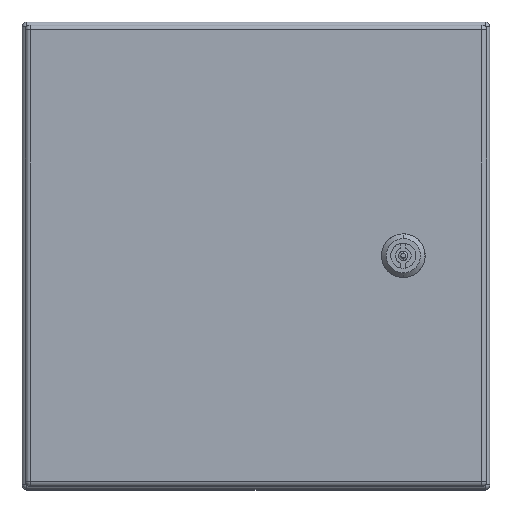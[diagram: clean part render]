
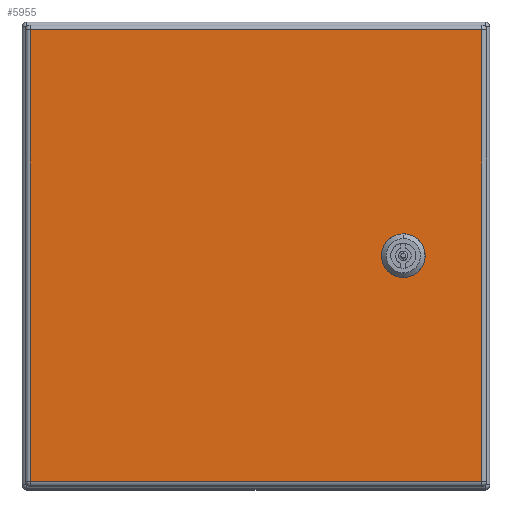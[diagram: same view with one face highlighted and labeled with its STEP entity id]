
A CAD part, top view. The second image highlights one B-rep face of the part: STEP entity #5955.
In plain terms, the highlighted planar face has unit normal (0, 0, 1).
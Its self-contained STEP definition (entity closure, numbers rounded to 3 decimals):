
#5862=AXIS2_PLACEMENT_3D('Plane Axis2P3D',#5859,#5860,#5861) ;
#5891=AXIS2_PLACEMENT_3D('Circle Axis2P3D',#5889,#5890,$) ;
#5907=AXIS2_PLACEMENT_3D('Circle Axis2P3D',#5905,#5906,$) ;
#5921=AXIS2_PLACEMENT_3D('Circle Axis2P3D',#5919,#5920,$) ;
#5935=AXIS2_PLACEMENT_3D('Circle Axis2P3D',#5933,#5934,$) ;
#5612=CARTESIAN_POINT('Vertex',(5.,5.,200.)) ;
#5615=CARTESIAN_POINT('Line Origine',(5.,150.,200.)) ;
#5619=CARTESIAN_POINT('Vertex',(5.,295.,200.)) ;
#5859=CARTESIAN_POINT('Axis2P3D Location',(150.,150.,200.)) ;
#5864=CARTESIAN_POINT('Line Origine',(295.,150.,200.)) ;
#5868=CARTESIAN_POINT('Vertex',(295.,5.,200.)) ;
#5870=CARTESIAN_POINT('Vertex',(295.,295.,200.)) ;
#5873=CARTESIAN_POINT('Line Origine',(150.,295.,200.)) ;
#5878=CARTESIAN_POINT('Line Origine',(150.,5.,200.)) ;
#5889=CARTESIAN_POINT('Axis2P3D Location',(244.5,150.,200.)) ;
#5893=CARTESIAN_POINT('Vertex',(239.863,160.25,200.)) ;
#5895=CARTESIAN_POINT('Vertex',(234.25,154.637,200.)) ;
#5898=CARTESIAN_POINT('Line Origine',(244.5,160.25,200.)) ;
#5902=CARTESIAN_POINT('Vertex',(249.137,160.25,200.)) ;
#5905=CARTESIAN_POINT('Axis2P3D Location',(244.5,150.,200.)) ;
#5909=CARTESIAN_POINT('Vertex',(254.75,154.637,200.)) ;
#5912=CARTESIAN_POINT('Line Origine',(254.75,150.,200.)) ;
#5916=CARTESIAN_POINT('Vertex',(254.75,145.363,200.)) ;
#5919=CARTESIAN_POINT('Axis2P3D Location',(244.5,150.,200.)) ;
#5923=CARTESIAN_POINT('Vertex',(249.137,139.75,200.)) ;
#5926=CARTESIAN_POINT('Line Origine',(244.5,139.75,200.)) ;
#5930=CARTESIAN_POINT('Vertex',(239.863,139.75,200.)) ;
#5933=CARTESIAN_POINT('Axis2P3D Location',(244.5,150.,200.)) ;
#5937=CARTESIAN_POINT('Vertex',(234.25,145.363,200.)) ;
#5940=CARTESIAN_POINT('Line Origine',(234.25,150.,200.)) ;
#5616=DIRECTION('Vector Direction',(0.,1.,0.)) ;
#5860=DIRECTION('Axis2P3D Direction',(0.,0.,1.)) ;
#5861=DIRECTION('Axis2P3D XDirection',(1.,0.,0.)) ;
#5865=DIRECTION('Vector Direction',(0.,1.,0.)) ;
#5874=DIRECTION('Vector Direction',(-1.,0.,0.)) ;
#5879=DIRECTION('Vector Direction',(1.,0.,0.)) ;
#5890=DIRECTION('Axis2P3D Direction',(0.,0.,1.)) ;
#5899=DIRECTION('Vector Direction',(-1.,0.,0.)) ;
#5906=DIRECTION('Axis2P3D Direction',(0.,0.,1.)) ;
#5913=DIRECTION('Vector Direction',(0.,1.,0.)) ;
#5920=DIRECTION('Axis2P3D Direction',(0.,0.,1.)) ;
#5927=DIRECTION('Vector Direction',(1.,0.,0.)) ;
#5934=DIRECTION('Axis2P3D Direction',(0.,0.,1.)) ;
#5941=DIRECTION('Vector Direction',(0.,-1.,0.)) ;
#5617=VECTOR('Line Direction',#5616,1.) ;
#5866=VECTOR('Line Direction',#5865,1.) ;
#5875=VECTOR('Line Direction',#5874,1.) ;
#5880=VECTOR('Line Direction',#5879,1.) ;
#5900=VECTOR('Line Direction',#5899,1.) ;
#5914=VECTOR('Line Direction',#5913,1.) ;
#5928=VECTOR('Line Direction',#5927,1.) ;
#5942=VECTOR('Line Direction',#5941,1.) ;
#5884=ORIENTED_EDGE('',*,*,#5872,.T.) ;
#5885=ORIENTED_EDGE('',*,*,#5877,.T.) ;
#5886=ORIENTED_EDGE('',*,*,#5621,.T.) ;
#5887=ORIENTED_EDGE('',*,*,#5882,.T.) ;
#5946=ORIENTED_EDGE('',*,*,#5897,.F.) ;
#5947=ORIENTED_EDGE('',*,*,#5904,.F.) ;
#5948=ORIENTED_EDGE('',*,*,#5911,.F.) ;
#5949=ORIENTED_EDGE('',*,*,#5918,.F.) ;
#5950=ORIENTED_EDGE('',*,*,#5925,.F.) ;
#5951=ORIENTED_EDGE('',*,*,#5932,.F.) ;
#5952=ORIENTED_EDGE('',*,*,#5939,.F.) ;
#5953=ORIENTED_EDGE('',*,*,#5944,.F.) ;
#5954=FACE_BOUND('',#5945,.T.) ;
#5955=ADVANCED_FACE('76198_ZUB_DE_QL_KEBI_300x300-1/76198_DE_QL_KEBI_300x300-2-solid1',(#5888,#5954),#5863,.T.) ;
#5892=CIRCLE('generated circle',#5891,11.25) ;
#5908=CIRCLE('generated circle',#5907,11.25) ;
#5922=CIRCLE('generated circle',#5921,11.25) ;
#5936=CIRCLE('generated circle',#5935,11.25) ;
#5621=EDGE_CURVE('',#5620,#5613,#5618,.F.) ;
#5872=EDGE_CURVE('',#5869,#5871,#5867,.T.) ;
#5877=EDGE_CURVE('',#5871,#5620,#5876,.T.) ;
#5882=EDGE_CURVE('',#5613,#5869,#5881,.T.) ;
#5897=EDGE_CURVE('',#5894,#5896,#5892,.T.) ;
#5904=EDGE_CURVE('',#5903,#5894,#5901,.T.) ;
#5911=EDGE_CURVE('',#5910,#5903,#5908,.T.) ;
#5918=EDGE_CURVE('',#5917,#5910,#5915,.T.) ;
#5925=EDGE_CURVE('',#5924,#5917,#5922,.T.) ;
#5932=EDGE_CURVE('',#5931,#5924,#5929,.T.) ;
#5939=EDGE_CURVE('',#5938,#5931,#5936,.T.) ;
#5944=EDGE_CURVE('',#5896,#5938,#5943,.T.) ;
#5883=EDGE_LOOP('',(#5884,#5885,#5886,#5887)) ;
#5945=EDGE_LOOP('',(#5946,#5947,#5948,#5949,#5950,#5951,#5952,#5953)) ;
#5888=FACE_OUTER_BOUND('',#5883,.T.) ;
#5618=LINE('Line',#5615,#5617) ;
#5867=LINE('Line',#5864,#5866) ;
#5876=LINE('Line',#5873,#5875) ;
#5881=LINE('Line',#5878,#5880) ;
#5901=LINE('Line',#5898,#5900) ;
#5915=LINE('Line',#5912,#5914) ;
#5929=LINE('Line',#5926,#5928) ;
#5943=LINE('Line',#5940,#5942) ;
#5863=PLANE('',#5862) ;
#5613=VERTEX_POINT('',#5612) ;
#5620=VERTEX_POINT('',#5619) ;
#5869=VERTEX_POINT('',#5868) ;
#5871=VERTEX_POINT('',#5870) ;
#5894=VERTEX_POINT('',#5893) ;
#5896=VERTEX_POINT('',#5895) ;
#5903=VERTEX_POINT('',#5902) ;
#5910=VERTEX_POINT('',#5909) ;
#5917=VERTEX_POINT('',#5916) ;
#5924=VERTEX_POINT('',#5923) ;
#5931=VERTEX_POINT('',#5930) ;
#5938=VERTEX_POINT('',#5937) ;
